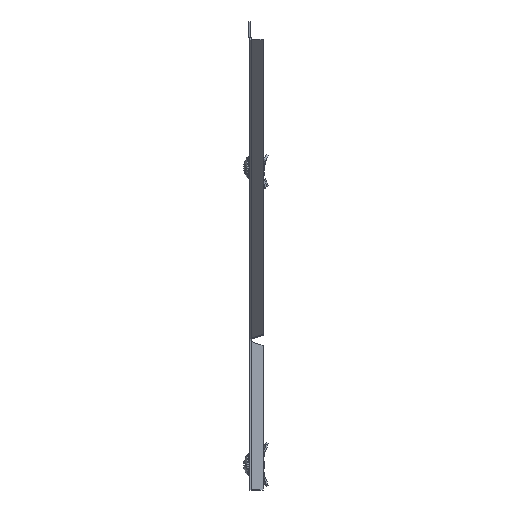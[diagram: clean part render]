
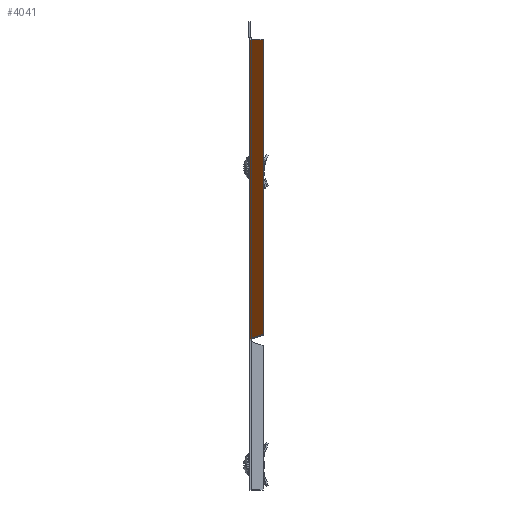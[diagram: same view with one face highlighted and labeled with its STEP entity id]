
A CAD part, left-side view. The second image highlights one B-rep face of the part: STEP entity #4041.
In plain terms, the highlighted planar face has unit normal (-0.707, 0, -0.707).
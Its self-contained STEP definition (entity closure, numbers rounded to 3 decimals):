
#47 = DIRECTION ( 'NONE',  ( 0.707, 0., -0.707 ) ) ;
#327 = LINE ( 'NONE', #1593, #5355 ) ;
#527 = CARTESIAN_POINT ( 'NONE',  ( -548.593, -13.117, -17.879 ) ) ;
#582 = CARTESIAN_POINT ( 'NONE',  ( -548.591, -2.25, -17.881 ) ) ;
#803 = CARTESIAN_POINT ( 'NONE',  ( -548.591, 0.106, -17.881 ) ) ;
#1031 = VECTOR ( 'NONE', #6049, 1000. ) ;
#1133 = CARTESIAN_POINT ( 'NONE',  ( -548.591, -1.285, -17.881 ) ) ;
#1214 = EDGE_CURVE ( 'NONE', #4075, #6287, #7483, .T. ) ;
#1258 = VECTOR ( 'NONE', #6367, 1000. ) ;
#1457 = B_SPLINE_CURVE_WITH_KNOTS ( 'NONE', 3,
 ( #5252, #4081, #4705, #5948, #7714, #1654 ),
 .UNSPECIFIED., .F., .F.,
 ( 4, 2, 4 ),
 ( 0.003, 0.004, 0.005 ),
 .UNSPECIFIED. ) ;
#1593 = CARTESIAN_POINT ( 'NONE',  ( -256.54, -13.215, -309.793 ) ) ;
#1654 = CARTESIAN_POINT ( 'NONE',  ( -252.533, 0., -313.798 ) ) ;
#1831 = CARTESIAN_POINT ( 'NONE',  ( -325.22, 0., -241.145 ) ) ;
#2099 = VERTEX_POINT ( 'NONE', #6557 ) ;
#2232 = CARTESIAN_POINT ( 'NONE',  ( -256.54, -13.215, -309.793 ) ) ;
#2239 = EDGE_CURVE ( 'NONE', #2099, #4075, #2469, .T. ) ;
#2306 = CARTESIAN_POINT ( 'NONE',  ( -548.591, 0., -17.881 ) ) ;
#2469 = B_SPLINE_CURVE_WITH_KNOTS ( 'NONE', 3,
 ( #582, #6581, #4712, #1133, #3520, #7129, #5389, #5978, #6608, #2306 ),
 .UNSPECIFIED., .F., .F.,
 ( 4, 3, 3, 4 ),
 ( 0.003, 0.004, 0.005, 0.005 ),
 .UNSPECIFIED. ) ;
#2642 = LINE ( 'NONE', #527, #1031 ) ;
#2757 = DIRECTION ( 'NONE',  ( 0.707, 0., 0.707 ) ) ;
#2798 = ORIENTED_EDGE ( 'NONE', *, *, #6507, .T. ) ;
#2888 = CARTESIAN_POINT ( 'NONE',  ( -548.591, 0., -17.881 ) ) ;
#2986 = EDGE_CURVE ( 'NONE', #7755, #4757, #327, .T. ) ;
#3400 = EDGE_CURVE ( 'NONE', #4684, #2099, #5833, .T. ) ;
#3520 = CARTESIAN_POINT ( 'NONE',  ( -548.591, -0.964, -17.881 ) ) ;
#3574 = EDGE_CURVE ( 'NONE', #7755, #6287, #1457, .T. ) ;
#3804 = EDGE_LOOP ( 'NONE', ( #4042, #5829, #4638, #5399, #4734, #2798 ) ) ;
#3963 = DIRECTION ( 'NONE',  ( 0.5, -0.707, -0.5 ) ) ;
#4041 = ADVANCED_FACE ( 'NONE', ( #4268 ), #6186, .F. ) ;
#4042 = ORIENTED_EDGE ( 'NONE', *, *, #3400, .T. ) ;
#4075 = VERTEX_POINT ( 'NONE', #2888 ) ;
#4081 = CARTESIAN_POINT ( 'NONE',  ( -252.841, -1.881, -313.491 ) ) ;
#4268 = FACE_OUTER_BOUND ( 'NONE', #3804, .T. ) ;
#4291 = CARTESIAN_POINT ( 'NONE',  ( -548.593, -13.117, -17.879 ) ) ;
#4448 = AXIS2_PLACEMENT_3D ( 'NONE', #5884, #2757, #3963 ) ;
#4638 = ORIENTED_EDGE ( 'NONE', *, *, #1214, .T. ) ;
#4684 = VERTEX_POINT ( 'NONE', #4291 ) ;
#4688 = DIRECTION ( 'NONE',  ( -0.299, -0.906, 0.299 ) ) ;
#4705 = CARTESIAN_POINT ( 'NONE',  ( -252.76, -1.511, -313.571 ) ) ;
#4712 = CARTESIAN_POINT ( 'NONE',  ( -548.591, -1.607, -17.881 ) ) ;
#4734 = ORIENTED_EDGE ( 'NONE', *, *, #2986, .T. ) ;
#4757 = VERTEX_POINT ( 'NONE', #2232 ) ;
#5252 = CARTESIAN_POINT ( 'NONE',  ( -252.922, -2.25, -313.409 ) ) ;
#5355 = VECTOR ( 'NONE', #4688, 1000. ) ;
#5389 = CARTESIAN_POINT ( 'NONE',  ( -548.591, -0.321, -17.881 ) ) ;
#5399 = ORIENTED_EDGE ( 'NONE', *, *, #3574, .F. ) ;
#5829 = ORIENTED_EDGE ( 'NONE', *, *, #2239, .T. ) ;
#5833 = LINE ( 'NONE', #803, #1258 ) ;
#5884 = CARTESIAN_POINT ( 'NONE',  ( -325.22, -315.862, -241.145 ) ) ;
#5948 = CARTESIAN_POINT ( 'NONE',  ( -252.628, -0.761, -313.703 ) ) ;
#5978 = CARTESIAN_POINT ( 'NONE',  ( -548.591, -0.214, -17.881 ) ) ;
#6049 = DIRECTION ( 'NONE',  ( -0.707, 0., 0.707 ) ) ;
#6186 = PLANE ( 'NONE',  #4448 ) ;
#6287 = VERTEX_POINT ( 'NONE', #6526 ) ;
#6367 = DIRECTION ( 'NONE',  ( 0., 1., 0. ) ) ;
#6381 = VECTOR ( 'NONE', #47, 1000. ) ;
#6507 = EDGE_CURVE ( 'NONE', #4757, #4684, #2642, .T. ) ;
#6526 = CARTESIAN_POINT ( 'NONE',  ( -252.533, 0., -313.798 ) ) ;
#6557 = CARTESIAN_POINT ( 'NONE',  ( -548.591, -2.25, -17.881 ) ) ;
#6581 = CARTESIAN_POINT ( 'NONE',  ( -548.591, -1.928, -17.881 ) ) ;
#6608 = CARTESIAN_POINT ( 'NONE',  ( -548.591, -0.107, -17.881 ) ) ;
#6645 = CARTESIAN_POINT ( 'NONE',  ( -252.922, -2.25, -313.409 ) ) ;
#7129 = CARTESIAN_POINT ( 'NONE',  ( -548.591, -0.642, -17.881 ) ) ;
#7483 = LINE ( 'NONE', #1831, #6381 ) ;
#7714 = CARTESIAN_POINT ( 'NONE',  ( -252.575, -0.382, -313.756 ) ) ;
#7755 = VERTEX_POINT ( 'NONE', #6645 ) ;
